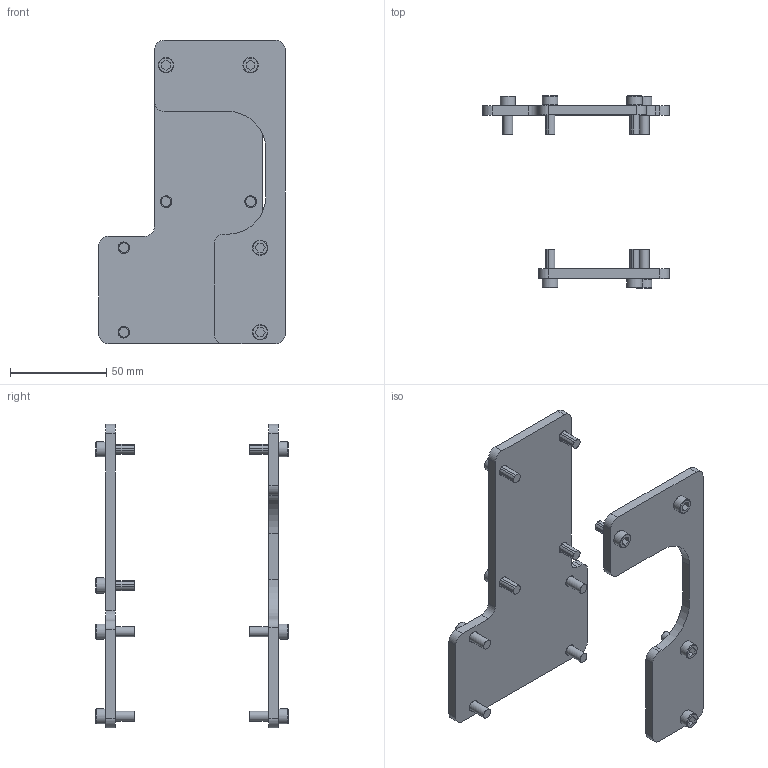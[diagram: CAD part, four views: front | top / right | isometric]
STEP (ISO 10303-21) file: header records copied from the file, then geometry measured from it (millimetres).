
FILE_DESCRIPTION(/* description */ (''),/* implementation_level */ '2;1');
FILE_NAME(/* name */ 'PlateVF.step',/* time_stamp */ '2020-12-29T11:34:28+01:00',/* author */ (''),/* organization */ (''),/* preprocessor_version */ 'ST-DEVELOPER v18.1',/* originating_system */ 'Autodesk Translation Framework v9.7.0.1280',/* authorisation */ '');
FILE_SCHEMA (('AUTOMOTIVE_DESIGN { 1 0 10303 214 3 1 1 }'));
Length unit declared in the file: millimetre
Products named in the file (5): Plaques; Vis plaque arr; Vis plaque avv; Plaque avv; Plaque arr
Assembly tree (4 placements, depth 2):
  Plaques
    Vis plaque arr
    Vis plaque avv
    Plaque avv
    Plaque arr
Bounding box: 97 x 100 x 158 mm (x, y, z)
Volume: 86792.4 mm3; surface area: 44616.4 mm2
Topology: 14 solids, 14 shells, 234 faces, 522 edges, 340 vertices
Faces by surface type: plane 152, cylinder 58, cone 24
Full cylindrical faces by diameter (mm): 5.12 x6, 6 x12, 8 x12
Entity records: 6648 total; most frequent: DIRECTION 1148, CARTESIAN_POINT 1105, ORIENTED_EDGE 1044, EDGE_CURVE 522, AXIS2_PLACEMENT_3D 383, LINE 382, VECTOR 382, VERTEX_POINT 340
